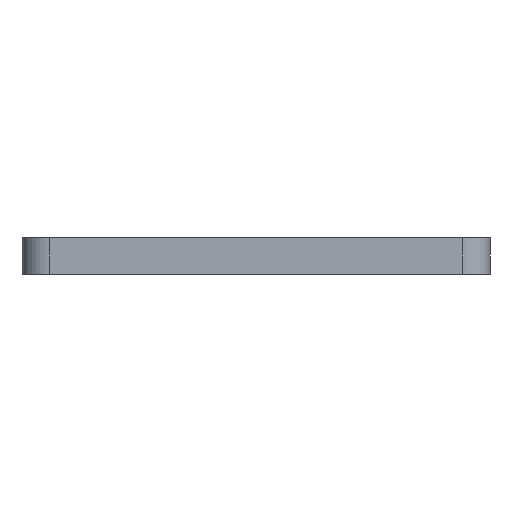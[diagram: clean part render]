
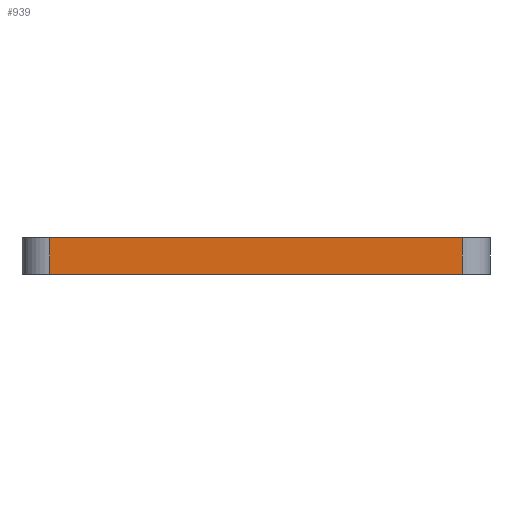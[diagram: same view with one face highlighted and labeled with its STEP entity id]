
A CAD part, front view. The second image highlights one B-rep face of the part: STEP entity #939.
In plain terms, the highlighted planar face has unit normal (0, -1, 0).
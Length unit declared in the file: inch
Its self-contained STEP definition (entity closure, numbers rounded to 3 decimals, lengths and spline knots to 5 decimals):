
#75=PLANE('',#1075);
#119=FACE_OUTER_BOUND('',#190,.T.);
#190=EDGE_LOOP('',(#815,#816,#817,#818));
#219=LINE('',#1371,#273);
#224=LINE('',#1383,#278);
#230=LINE('',#1466,#284);
#272=LINE('',#1618,#326);
#273=VECTOR('',#1083,0.3937);
#278=VECTOR('',#1094,0.3937);
#284=VECTOR('',#1174,0.3937);
#326=VECTOR('',#1362,0.3937);
#400=VERTEX_POINT('',#1368);
#401=VERTEX_POINT('',#1370);
#405=VERTEX_POINT('',#1382);
#444=VERTEX_POINT('',#1462);
#484=EDGE_CURVE('',#400,#401,#219,.T.);
#490=EDGE_CURVE('',#401,#405,#224,.T.);
#532=EDGE_CURVE('',#405,#444,#230,.T.);
#608=EDGE_CURVE('',#400,#444,#272,.T.);
#815=ORIENTED_EDGE('',*,*,#484,.F.);
#816=ORIENTED_EDGE('',*,*,#608,.T.);
#817=ORIENTED_EDGE('',*,*,#532,.F.);
#818=ORIENTED_EDGE('',*,*,#490,.F.);
#939=ADVANCED_FACE('',(#119),#75,.T.);
#1075=AXIS2_PLACEMENT_3D('',#1617,#1360,#1361);
#1083=DIRECTION('',(0.,0.,-1.));
#1094=DIRECTION('',(-1.,0.,0.));
#1174=DIRECTION('',(0.,0.,1.));
#1360=DIRECTION('center_axis',(0.,-1.,0.));
#1361=DIRECTION('ref_axis',(0.,0.,-1.));
#1362=DIRECTION('',(-1.,0.,0.));
#1368=CARTESIAN_POINT('',(4.88189,-1.,0.15748));
#1370=CARTESIAN_POINT('',(4.88189,-1.,0.));
#1371=CARTESIAN_POINT('',(4.88189,-1.,0.));
#1382=CARTESIAN_POINT('',(3.11811,-1.,0.));
#1383=CARTESIAN_POINT('',(5.,-1.,0.));
#1462=CARTESIAN_POINT('',(3.11811,-1.,0.15748));
#1466=CARTESIAN_POINT('',(3.11811,-1.,0.));
#1617=CARTESIAN_POINT('Origin',(5.,-1.,0.));
#1618=CARTESIAN_POINT('',(5.,-1.,0.15748));
